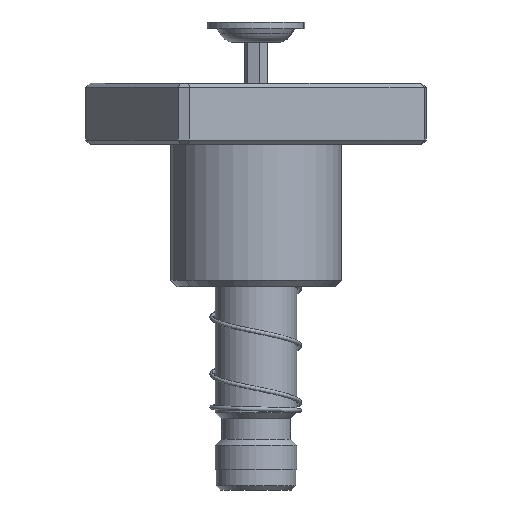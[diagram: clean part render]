
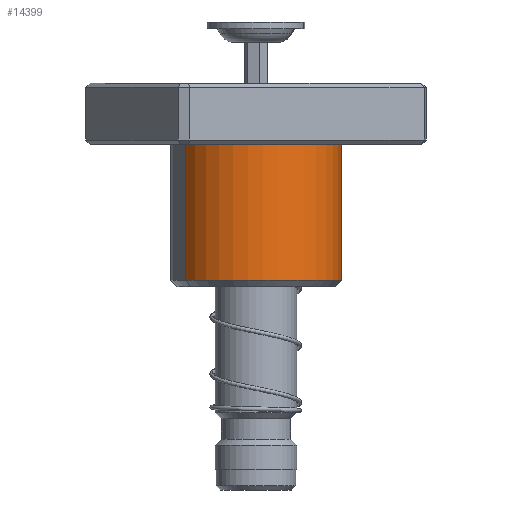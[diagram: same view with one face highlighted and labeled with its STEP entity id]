
A CAD part, front view. The second image highlights one B-rep face of the part: STEP entity #14399.
In plain terms, the highlighted cylindrical face has radius 21 mm (diameter 42 mm), a partial arc.
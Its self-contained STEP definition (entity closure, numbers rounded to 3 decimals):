
#208 = DIRECTION ( 'NONE',  ( 0., 0., 1. ) ) ;
#439 = DIRECTION ( 'NONE',  ( -1., 0., 0. ) ) ;
#718 = FACE_OUTER_BOUND ( 'NONE', #5258, .T. ) ;
#791 = CARTESIAN_POINT ( 'NONE',  ( -21., 0., 15. ) ) ;
#2741 = AXIS2_PLACEMENT_3D ( 'NONE', #15416, #32472, #15660 ) ;
#2860 = EDGE_CURVE ( 'NONE', #30659, #4905, #22279, .T. ) ;
#3877 = EDGE_CURVE ( 'NONE', #12175, #30659, #24235, .T. ) ;
#3952 = VERTEX_POINT ( 'NONE', #19546 ) ;
#4117 = LINE ( 'NONE', #29527, #7668 ) ;
#4733 = ORIENTED_EDGE ( 'NONE', *, *, #24276, .F. ) ;
#4905 = VERTEX_POINT ( 'NONE', #5635 ) ;
#4911 = EDGE_CURVE ( 'NONE', #13286, #12175, #21578, .T. ) ;
#5258 = EDGE_LOOP ( 'NONE', ( #4733, #8380, #6239, #27339, #12978 ) ) ;
#5635 = CARTESIAN_POINT ( 'NONE',  ( 0., -21., 15. ) ) ;
#6239 = ORIENTED_EDGE ( 'NONE', *, *, #3877, .T. ) ;
#7668 = VECTOR ( 'NONE', #30014, 1000. ) ;
#8363 = DIRECTION ( 'NONE',  ( 1., 0., 0. ) ) ;
#8380 = ORIENTED_EDGE ( 'NONE', *, *, #4911, .T. ) ;
#8499 = AXIS2_PLACEMENT_3D ( 'NONE', #14129, #208, #8363 ) ;
#8725 = DIRECTION ( 'NONE',  ( 1., 0., 0. ) ) ;
#11528 = CARTESIAN_POINT ( 'NONE',  ( 0., 0., 48.5 ) ) ;
#11531 = AXIS2_PLACEMENT_3D ( 'NONE', #11528, #28124, #8725 ) ;
#12175 = VERTEX_POINT ( 'NONE', #28244 ) ;
#12978 = ORIENTED_EDGE ( 'NONE', *, *, #20752, .T. ) ;
#13286 = VERTEX_POINT ( 'NONE', #30473 ) ;
#13316 = CIRCLE ( 'NONE', #2741, 21. ) ;
#14129 = CARTESIAN_POINT ( 'NONE',  ( 0., 0., 15. ) ) ;
#14399 = ADVANCED_FACE ( 'NONE', ( #718 ), #30612, .T. ) ;
#15416 = CARTESIAN_POINT ( 'NONE',  ( 0., 0., 15. ) ) ;
#15431 = AXIS2_PLACEMENT_3D ( 'NONE', #25743, #28816, #439 ) ;
#15660 = DIRECTION ( 'NONE',  ( 1., 0., 0. ) ) ;
#19546 = CARTESIAN_POINT ( 'NONE',  ( 21., 0., 15. ) ) ;
#20752 = EDGE_CURVE ( 'NONE', #4905, #3952, #13316, .T. ) ;
#21578 = CIRCLE ( 'NONE', #11531, 21. ) ;
#22279 = CIRCLE ( 'NONE', #8499, 21. ) ;
#24235 = LINE ( 'NONE', #33679, #24672 ) ;
#24276 = EDGE_CURVE ( 'NONE', #13286, #3952, #4117, .T. ) ;
#24672 = VECTOR ( 'NONE', #24953, 1000. ) ;
#24953 = DIRECTION ( 'NONE',  ( 0., 0., -1. ) ) ;
#25743 = CARTESIAN_POINT ( 'NONE',  ( 0., 0., 50. ) ) ;
#27339 = ORIENTED_EDGE ( 'NONE', *, *, #2860, .T. ) ;
#28124 = DIRECTION ( 'NONE',  ( 0., 0., -1. ) ) ;
#28244 = CARTESIAN_POINT ( 'NONE',  ( -21., 0., 48.5 ) ) ;
#28816 = DIRECTION ( 'NONE',  ( 0., 0., -1. ) ) ;
#29527 = CARTESIAN_POINT ( 'NONE',  ( 21., 0., 50. ) ) ;
#30014 = DIRECTION ( 'NONE',  ( 0., 0., -1. ) ) ;
#30473 = CARTESIAN_POINT ( 'NONE',  ( 21., 0., 48.5 ) ) ;
#30612 = CYLINDRICAL_SURFACE ( 'NONE', #15431, 21. ) ;
#30659 = VERTEX_POINT ( 'NONE', #791 ) ;
#32472 = DIRECTION ( 'NONE',  ( 0., 0., 1. ) ) ;
#33679 = CARTESIAN_POINT ( 'NONE',  ( -21., 0., 50. ) ) ;
